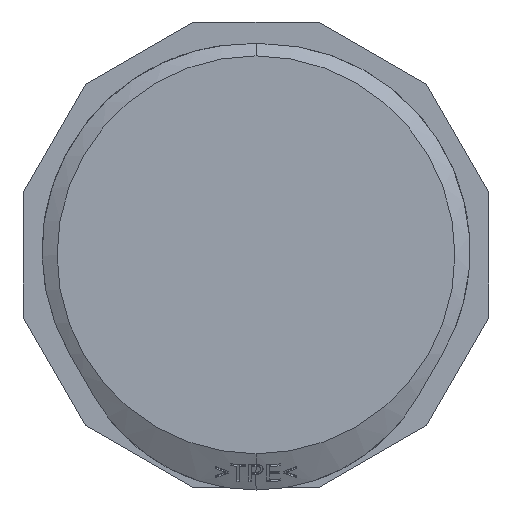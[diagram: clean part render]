
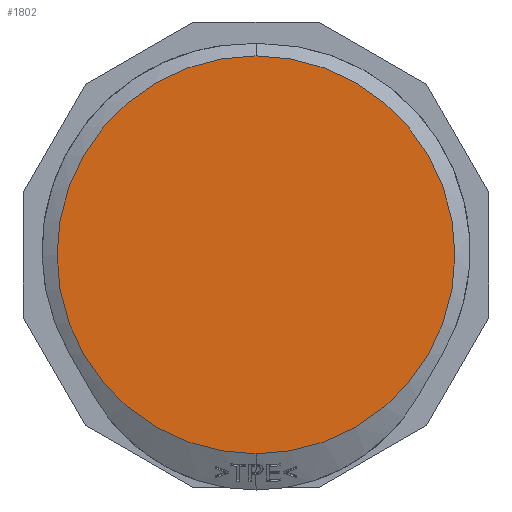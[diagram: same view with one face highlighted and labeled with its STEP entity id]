
A CAD part, front view. The second image highlights one B-rep face of the part: STEP entity #1802.
In plain terms, the highlighted planar face has unit normal (0, -1, 0).
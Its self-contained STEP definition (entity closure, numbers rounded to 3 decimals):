
#496=CIRCLE('',#11826,24.75);
#497=CIRCLE('',#11828,24.75);
#1184=FACE_OUTER_BOUND('',#3281,.T.);
#1802=ADVANCED_FACE('28859_6_KES-E-R50_9-B',(#1184),#2172,.F.);
#2172=PLANE('',#11830);
#3281=EDGE_LOOP('',(#6467,#6468));
#6467=ORIENTED_EDGE('',*,*,#9107,.F.);
#6468=ORIENTED_EDGE('',*,*,#9102,.F.);
#7508=VERTEX_POINT('',#29266);
#7509=VERTEX_POINT('',#29268);
#9102=EDGE_CURVE('GENERATED CIRCLE',#7508,#7509,#496,.T.);
#9107=EDGE_CURVE('GENERATED CIRCLE',#7509,#7508,#497,.T.);
#11826=AXIS2_PLACEMENT_3D('',#29267,#14359,#14360);
#11828=AXIS2_PLACEMENT_3D('',#29293,#14365,#14366);
#11830=AXIS2_PLACEMENT_3D('',#29295,#14369,#14370);
#14359=DIRECTION('',(0.,1.,0.));
#14360=DIRECTION('',(1.,0.,0.));
#14365=DIRECTION('',(0.,1.,0.));
#14366=DIRECTION('',(1.,0.,0.));
#14369=DIRECTION('',(0.,1.,0.));
#14370=DIRECTION('',(0.,0.,-1.));
#29266=CARTESIAN_POINT('',(0.,0.,-24.75));
#29267=CARTESIAN_POINT('',(0.,0.,0.));
#29268=CARTESIAN_POINT('',(0.,0.,24.75));
#29293=CARTESIAN_POINT('',(0.,0.,0.));
#29295=CARTESIAN_POINT('',(0.,0.,0.));
